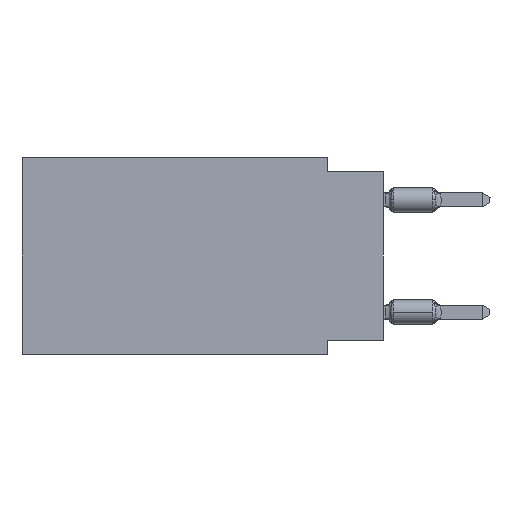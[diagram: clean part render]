
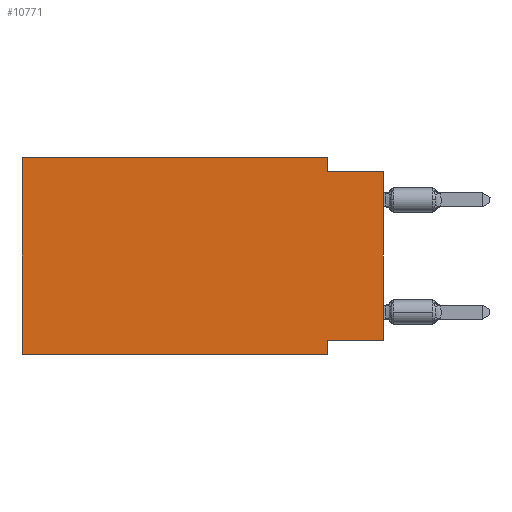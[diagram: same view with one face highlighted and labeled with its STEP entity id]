
A CAD part, left-side view. The second image highlights one B-rep face of the part: STEP entity #10771.
In plain terms, the highlighted planar face has unit normal (-1, 0, 0).
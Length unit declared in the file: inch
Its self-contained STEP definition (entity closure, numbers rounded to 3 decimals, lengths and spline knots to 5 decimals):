
#93 = DIRECTION ( 'NONE',  ( 0., 0., 1. ) ) ;
#350 = VECTOR ( 'NONE', #14723, 39.37008 ) ;
#1127 = CARTESIAN_POINT ( 'NONE',  ( 0., 0.1, 0. ) ) ;
#1441 = LINE ( 'NONE', #7197, #14905 ) ;
#1555 = ORIENTED_EDGE ( 'NONE', *, *, #12295, .T. ) ;
#3056 = AXIS2_PLACEMENT_3D ( 'NONE', #21699, #31249, #3854 ) ;
#3430 = CARTESIAN_POINT ( 'NONE',  ( 0., 0., 0. ) ) ;
#3854 = DIRECTION ( 'NONE',  ( 0., 0., -1. ) ) ;
#3890 = DIRECTION ( 'NONE',  ( 0., 0., -1. ) ) ;
#4114 = EDGE_CURVE ( 'NONE', #41625, #15679, #18036, .T. ) ;
#4557 = EDGE_CURVE ( 'NONE', #27490, #14050, #1441, .T. ) ;
#4948 = VECTOR ( 'NONE', #40901, 39.37008 ) ;
#5477 = EDGE_CURVE ( 'NONE', #8655, #25712, #14473, .T. ) ;
#7197 = CARTESIAN_POINT ( 'NONE',  ( 0., 0.645, -0.35 ) ) ;
#7272 = CARTESIAN_POINT ( 'NONE',  ( 0., 0., -0.025 ) ) ;
#8197 = DIRECTION ( 'NONE',  ( 0., 1., 0. ) ) ;
#8655 = VERTEX_POINT ( 'NONE', #42577 ) ;
#8686 = VECTOR ( 'NONE', #31340, 39.37008 ) ;
#9401 = EDGE_CURVE ( 'NONE', #15679, #14050, #27060, .T. ) ;
#10567 = DIRECTION ( 'NONE',  ( 0., -1., 0. ) ) ;
#10771 = ADVANCED_FACE ( 'NONE', ( #24820 ), #41664, .F. ) ;
#11142 = CARTESIAN_POINT ( 'NONE',  ( 0., 0., -0.325 ) ) ;
#12295 = EDGE_CURVE ( 'NONE', #41625, #30783, #33932, .T. ) ;
#12320 = ORIENTED_EDGE ( 'NONE', *, *, #9401, .F. ) ;
#13063 = ORIENTED_EDGE ( 'NONE', *, *, #4557, .T. ) ;
#13305 = VERTEX_POINT ( 'NONE', #25755 ) ;
#14050 = VERTEX_POINT ( 'NONE', #35081 ) ;
#14473 = LINE ( 'NONE', #34925, #4948 ) ;
#14723 = DIRECTION ( 'NONE',  ( 0., 0., -1. ) ) ;
#14905 = VECTOR ( 'NONE', #10567, 39.37008 ) ;
#15174 = EDGE_CURVE ( 'NONE', #13305, #30783, #17765, .T. ) ;
#15679 = VERTEX_POINT ( 'NONE', #18561 ) ;
#15917 = CARTESIAN_POINT ( 'NONE',  ( 0., 0., -0.025 ) ) ;
#16273 = CARTESIAN_POINT ( 'NONE',  ( 0., 0.645, 0. ) ) ;
#16461 = EDGE_CURVE ( 'NONE', #27490, #8655, #19404, .T. ) ;
#17037 = ORIENTED_EDGE ( 'NONE', *, *, #5477, .F. ) ;
#17052 = CARTESIAN_POINT ( 'NONE',  ( 0., 0.1, -0.35 ) ) ;
#17765 = LINE ( 'NONE', #7272, #8686 ) ;
#18036 = LINE ( 'NONE', #31826, #24352 ) ;
#18561 = CARTESIAN_POINT ( 'NONE',  ( 0., 0.1, -0.325 ) ) ;
#19404 = LINE ( 'NONE', #16273, #27250 ) ;
#21078 = CARTESIAN_POINT ( 'NONE',  ( 0., 0.645, -0.35 ) ) ;
#21699 = CARTESIAN_POINT ( 'NONE',  ( 0., 0.645, 0. ) ) ;
#22107 = EDGE_LOOP ( 'NONE', ( #1555, #41403, #27525, #17037, #43102, #13063, #12320, #34674 ) ) ;
#24352 = VECTOR ( 'NONE', #8197, 39.37008 ) ;
#24820 = FACE_OUTER_BOUND ( 'NONE', #22107, .T. ) ;
#25712 = VERTEX_POINT ( 'NONE', #27987 ) ;
#25755 = CARTESIAN_POINT ( 'NONE',  ( 0., 0.1, -0.025 ) ) ;
#26278 = DIRECTION ( 'NONE',  ( 0., 0., 1. ) ) ;
#27060 = LINE ( 'NONE', #17052, #36366 ) ;
#27250 = VECTOR ( 'NONE', #26278, 39.37008 ) ;
#27490 = VERTEX_POINT ( 'NONE', #21078 ) ;
#27525 = ORIENTED_EDGE ( 'NONE', *, *, #39469, .F. ) ;
#27987 = CARTESIAN_POINT ( 'NONE',  ( 0., 0.1, 0. ) ) ;
#30783 = VERTEX_POINT ( 'NONE', #15917 ) ;
#31249 = DIRECTION ( 'NONE',  ( 1., 0., 0. ) ) ;
#31340 = DIRECTION ( 'NONE',  ( 0., -1., 0. ) ) ;
#31826 = CARTESIAN_POINT ( 'NONE',  ( 0., 0., -0.325 ) ) ;
#33932 = LINE ( 'NONE', #3430, #38453 ) ;
#34674 = ORIENTED_EDGE ( 'NONE', *, *, #4114, .F. ) ;
#34925 = CARTESIAN_POINT ( 'NONE',  ( 0., 0.645, 0. ) ) ;
#34956 = LINE ( 'NONE', #1127, #350 ) ;
#35081 = CARTESIAN_POINT ( 'NONE',  ( 0., 0.1, -0.35 ) ) ;
#36366 = VECTOR ( 'NONE', #3890, 39.37008 ) ;
#38453 = VECTOR ( 'NONE', #93, 39.37008 ) ;
#39469 = EDGE_CURVE ( 'NONE', #25712, #13305, #34956, .T. ) ;
#40901 = DIRECTION ( 'NONE',  ( 0., -1., 0. ) ) ;
#41403 = ORIENTED_EDGE ( 'NONE', *, *, #15174, .F. ) ;
#41625 = VERTEX_POINT ( 'NONE', #11142 ) ;
#41664 = PLANE ( 'NONE',  #3056 ) ;
#42577 = CARTESIAN_POINT ( 'NONE',  ( 0., 0.645, 0. ) ) ;
#43102 = ORIENTED_EDGE ( 'NONE', *, *, #16461, .F. ) ;
